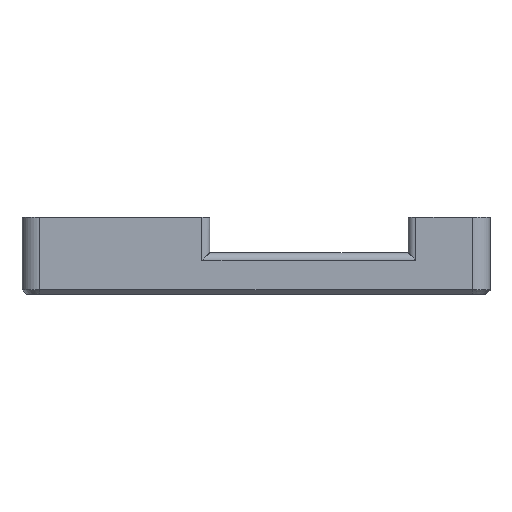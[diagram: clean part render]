
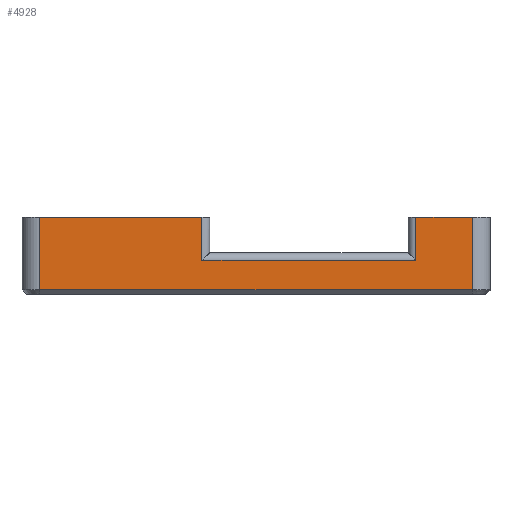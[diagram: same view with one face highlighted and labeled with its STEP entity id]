
A CAD part, top view. The second image highlights one B-rep face of the part: STEP entity #4928.
In plain terms, the highlighted planar face has unit normal (0, 0, 1).
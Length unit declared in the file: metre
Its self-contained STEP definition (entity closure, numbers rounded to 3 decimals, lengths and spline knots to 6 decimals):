
#228=LINE('',#6988,#653);
#250=LINE('',#7046,#675);
#269=LINE('',#7089,#694);
#270=LINE('',#7092,#695);
#271=LINE('',#7093,#696);
#272=LINE('',#7095,#697);
#273=LINE('',#7097,#698);
#274=LINE('',#7098,#699);
#653=VECTOR('',#5616,1.);
#675=VECTOR('',#5656,1.);
#694=VECTOR('',#5689,1.);
#695=VECTOR('',#5690,1.);
#696=VECTOR('',#5691,1.);
#697=VECTOR('',#5692,1.);
#698=VECTOR('',#5693,1.);
#699=VECTOR('',#5694,1.);
#1377=ORIENTED_EDGE('',*,*,#2908,.T.);
#1378=ORIENTED_EDGE('',*,*,#2909,.T.);
#1379=ORIENTED_EDGE('',*,*,#2858,.F.);
#1380=ORIENTED_EDGE('',*,*,#2910,.T.);
#1381=ORIENTED_EDGE('',*,*,#2911,.T.);
#1382=ORIENTED_EDGE('',*,*,#2912,.T.);
#1383=ORIENTED_EDGE('',*,*,#2886,.F.);
#1384=ORIENTED_EDGE('',*,*,#2913,.T.);
#2858=EDGE_CURVE('',#3628,#3629,#228,.T.);
#2886=EDGE_CURVE('',#3654,#3655,#250,.T.);
#2908=EDGE_CURVE('',#3672,#3673,#269,.T.);
#2909=EDGE_CURVE('',#3673,#3629,#270,.F.);
#2910=EDGE_CURVE('',#3628,#3674,#271,.T.);
#2911=EDGE_CURVE('',#3674,#3675,#272,.T.);
#2912=EDGE_CURVE('',#3675,#3655,#273,.F.);
#2913=EDGE_CURVE('',#3654,#3672,#274,.T.);
#3628=VERTEX_POINT('',#6989);
#3629=VERTEX_POINT('',#6990);
#3654=VERTEX_POINT('',#7045);
#3655=VERTEX_POINT('',#7047);
#3672=VERTEX_POINT('',#7090);
#3673=VERTEX_POINT('',#7091);
#3674=VERTEX_POINT('',#7094);
#3675=VERTEX_POINT('',#7096);
#4227=EDGE_LOOP('',(#1377,#1378,#1379,#1380,#1381,#1382,#1383,#1384));
#4533=FACE_BOUND('',#4227,.T.);
#4825=PLANE('',#5274);
#4928=ADVANCED_FACE('',(#4533),#4825,.F.);
#5274=AXIS2_PLACEMENT_3D('',#7088,#5687,#5688);
#5616=DIRECTION('',(1.,0.,0.));
#5656=DIRECTION('',(1.,0.,0.));
#5687=DIRECTION('',(0.,0.,-1.));
#5688=DIRECTION('',(-1.,0.,0.));
#5689=DIRECTION('',(-1.,0.,0.));
#5690=DIRECTION('',(0.,-1.,0.));
#5691=DIRECTION('',(0.,-1.,0.));
#5692=DIRECTION('',(1.,0.,0.));
#5693=DIRECTION('',(0.,-1.,0.));
#5694=DIRECTION('',(0.,-1.,0.));
#6988=CARTESIAN_POINT('',(0.029777,0.013,0.052114));
#6989=CARTESIAN_POINT('',(-0.006698,0.013,0.052114));
#6990=CARTESIAN_POINT('',(0.020652,0.013,0.052114));
#7045=CARTESIAN_POINT('',(0.056752,0.013,0.052114));
#7046=CARTESIAN_POINT('',(0.029777,0.013,0.052114));
#7047=CARTESIAN_POINT('',(0.066252,0.013,0.052114));
#7088=CARTESIAN_POINT('',(0.029777,0.013,0.052114));
#7089=CARTESIAN_POINT('',(0.021952,0.0057,0.052114));
#7090=CARTESIAN_POINT('',(0.056752,0.0057,0.052114));
#7091=CARTESIAN_POINT('',(0.020652,0.0057,0.052114));
#7092=CARTESIAN_POINT('',(0.020652,0.013,0.052114));
#7093=CARTESIAN_POINT('',(-0.006698,0.,0.052114));
#7094=CARTESIAN_POINT('',(-0.006698,0.0008,0.052114));
#7095=CARTESIAN_POINT('',(0.066252,0.0008,0.052114));
#7096=CARTESIAN_POINT('',(0.066252,0.0008,0.052114));
#7097=CARTESIAN_POINT('',(0.066252,0.013,0.052114));
#7098=CARTESIAN_POINT('',(0.056752,0.007,0.052114));
